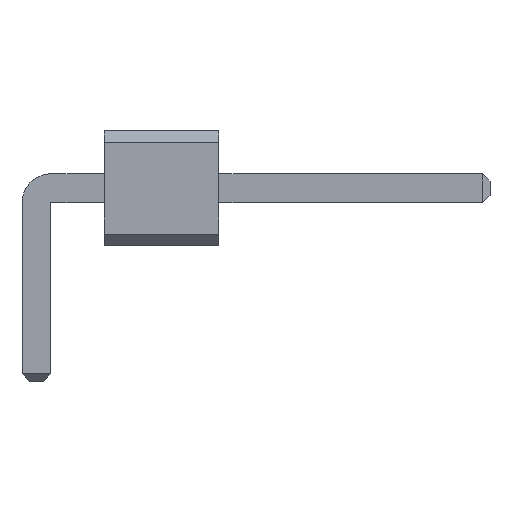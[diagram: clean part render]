
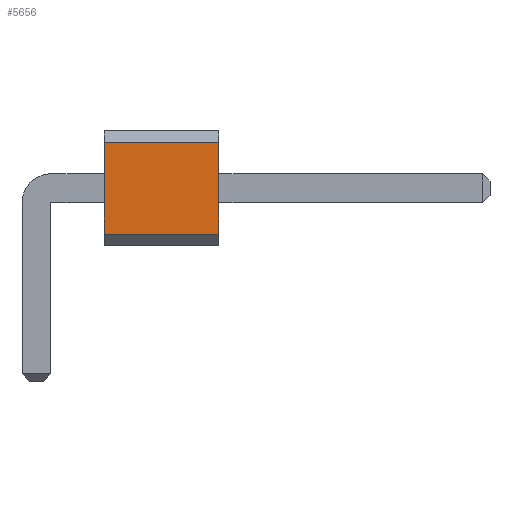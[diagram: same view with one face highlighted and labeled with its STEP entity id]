
A CAD part, front view. The second image highlights one B-rep face of the part: STEP entity #5656.
In plain terms, the highlighted planar face has unit normal (0, -1, 0).
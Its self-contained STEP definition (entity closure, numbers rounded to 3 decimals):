
#622 = VERTEX_POINT('',#623);
#623 = CARTESIAN_POINT('',(1.5,-52.07,2.286));
#629 = EDGE_CURVE('',#630,#622,#632,.T.);
#630 = VERTEX_POINT('',#631);
#631 = CARTESIAN_POINT('',(1.5,-52.07,0.254));
#632 = LINE('',#633,#634);
#633 = CARTESIAN_POINT('',(1.5,-52.07,0.254));
#634 = VECTOR('',#635,1.);
#635 = DIRECTION('',(0.,0.,1.));
#2345 = VERTEX_POINT('',#2346);
#2346 = CARTESIAN_POINT('',(4.04,-52.07,2.286));
#2352 = EDGE_CURVE('',#2353,#2345,#2355,.T.);
#2353 = VERTEX_POINT('',#2354);
#2354 = CARTESIAN_POINT('',(4.04,-52.07,0.254));
#2355 = LINE('',#2356,#2357);
#2356 = CARTESIAN_POINT('',(4.04,-52.07,0.254));
#2357 = VECTOR('',#2358,1.);
#2358 = DIRECTION('',(0.,0.,1.));
#5628 = EDGE_CURVE('',#630,#2353,#5629,.T.);
#5629 = LINE('',#5630,#5631);
#5630 = CARTESIAN_POINT('',(1.5,-52.07,0.254));
#5631 = VECTOR('',#5632,1.);
#5632 = DIRECTION('',(1.,0.,0.));
#5656 = ADVANCED_FACE('',(#5657),#5668,.T.);
#5657 = FACE_BOUND('',#5658,.T.);
#5658 = EDGE_LOOP('',(#5659,#5660,#5661,#5667));
#5659 = ORIENTED_EDGE('',*,*,#5628,.T.);
#5660 = ORIENTED_EDGE('',*,*,#2352,.T.);
#5661 = ORIENTED_EDGE('',*,*,#5662,.F.);
#5662 = EDGE_CURVE('',#622,#2345,#5663,.T.);
#5663 = LINE('',#5664,#5665);
#5664 = CARTESIAN_POINT('',(1.5,-52.07,2.286));
#5665 = VECTOR('',#5666,1.);
#5666 = DIRECTION('',(1.,0.,0.));
#5667 = ORIENTED_EDGE('',*,*,#629,.F.);
#5668 = PLANE('',#5669);
#5669 = AXIS2_PLACEMENT_3D('',#5670,#5671,#5672);
#5670 = CARTESIAN_POINT('',(1.5,-52.07,0.254));
#5671 = DIRECTION('',(0.,-1.,0.));
#5672 = DIRECTION('',(0.,0.,1.));
